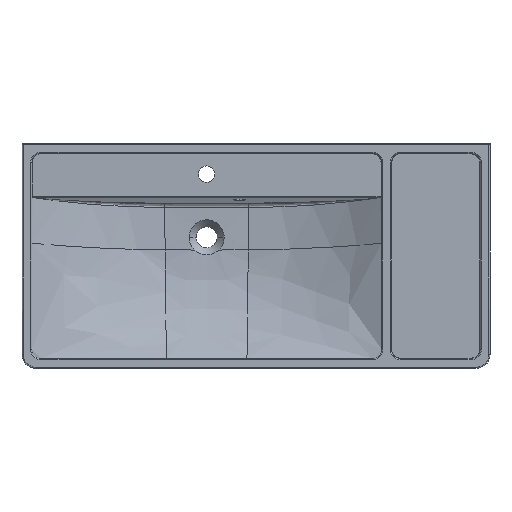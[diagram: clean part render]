
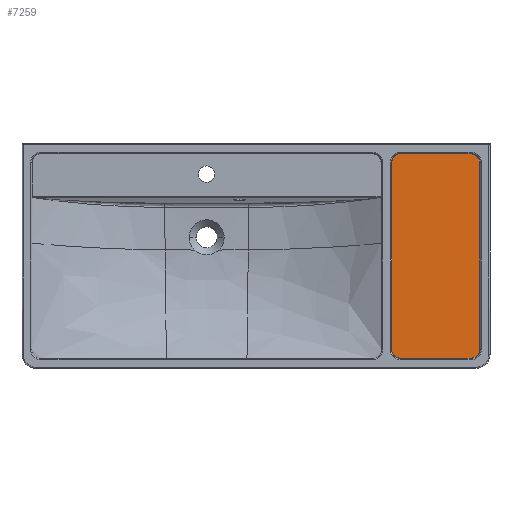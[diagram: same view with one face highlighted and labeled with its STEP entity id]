
A CAD part, top view. The second image highlights one B-rep face of the part: STEP entity #7259.
In plain terms, the highlighted planar face has unit normal (0, 0, 1).
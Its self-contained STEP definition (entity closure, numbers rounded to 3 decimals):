
#33 = CARTESIAN_POINT ( 'NONE',  ( 309.082, 218.393, -3.5 ) ) ;
#499 = CARTESIAN_POINT ( 'NONE',  ( 478.393, 210.747, -3.5 ) ) ;
#693 = CARTESIAN_POINT ( 'NONE',  ( 459.918, -218.393, -3.5 ) ) ;
#1415 = CARTESIAN_POINT ( 'NONE',  ( 290.607, -199.918, -3.5 ) ) ;
#2009 = EDGE_CURVE ( 'NONE', #19647, #13703, #3634, .T. ) ;
#2341 = CARTESIAN_POINT ( 'NONE',  ( 478.393, -210.747, -3.5 ) ) ;
#2597 = EDGE_CURVE ( 'NONE', #21742, #6004, #12070, .T. ) ;
#2734 = ORIENTED_EDGE ( 'NONE', *, *, #16058, .T. ) ;
#3037 = DIRECTION ( 'NONE',  ( 1., 0., 0. ) ) ;
#3559 = ORIENTED_EDGE ( 'NONE', *, *, #8533, .T. ) ;
#3634 =( BOUNDED_CURVE ( )  B_SPLINE_CURVE ( 3, ( #18935, #8591, #6690, #6982 ),
 .UNSPECIFIED., .F., .F. ) 
 B_SPLINE_CURVE_WITH_KNOTS ( ( 4, 4 ),
 ( 2.358, 3.926 ),
 .UNSPECIFIED. ) 
 CURVE ( )  GEOMETRIC_REPRESENTATION_ITEM ( )  RATIONAL_B_SPLINE_CURVE ( ( 1., 0.805, 0.805, 1. ) ) 
 REPRESENTATION_ITEM ( '' )  );
#3808 = CARTESIAN_POINT ( 'NONE',  ( 478.393, 199.918, -3.5 ) ) ;
#3897 =( BOUNDED_CURVE ( )  B_SPLINE_CURVE ( 3, ( #693, #5884, #2341, #7401 ),
 .UNSPECIFIED., .F., .T. ) 
 B_SPLINE_CURVE_WITH_KNOTS ( ( 4, 4 ),
 ( 2.358, 3.926 ),
 .UNSPECIFIED. ) 
 CURVE ( )  GEOMETRIC_REPRESENTATION_ITEM ( )  RATIONAL_B_SPLINE_CURVE ( ( 1., 0.805, 0.805, 1. ) ) 
 REPRESENTATION_ITEM ( '' )  );
#3921 = LINE ( 'NONE', #16124, #6889 ) ;
#3940 = CARTESIAN_POINT ( 'NONE',  ( 478.393, -199.918, -3.5 ) ) ;
#3967 = LINE ( 'NONE', #20425, #12061 ) ;
#4005 = CARTESIAN_POINT ( 'NONE',  ( 478.393, 199.918, -3.5 ) ) ;
#4480 = EDGE_CURVE ( 'NONE', #6004, #9026, #7523, .T. ) ;
#4531 = EDGE_CURVE ( 'NONE', #21423, #19647, #15624, .T. ) ;
#5016 = ORIENTED_EDGE ( 'NONE', *, *, #4531, .T. ) ;
#5884 = CARTESIAN_POINT ( 'NONE',  ( 470.747, -218.393, -3.5 ) ) ;
#6004 = VERTEX_POINT ( 'NONE', #6039 ) ;
#6010 = ORIENTED_EDGE ( 'NONE', *, *, #2597, .T. ) ;
#6039 = CARTESIAN_POINT ( 'NONE',  ( 459.918, 218.393, -3.5 ) ) ;
#6432 = VECTOR ( 'NONE', #12174, 1000. ) ;
#6585 = CARTESIAN_POINT ( 'NONE',  ( 290.607, 199.918, -3.5 ) ) ;
#6690 = CARTESIAN_POINT ( 'NONE',  ( 298.253, -218.393, -3.5 ) ) ;
#6889 = VECTOR ( 'NONE', #12952, 1000. ) ;
#6982 = CARTESIAN_POINT ( 'NONE',  ( 309.082, -218.393, -3.5 ) ) ;
#7259 = ADVANCED_FACE ( 'NONE', ( #9647 ), #16938, .T. ) ;
#7272 = EDGE_CURVE ( 'NONE', #9026, #21423, #16384, .T. ) ;
#7276 = CARTESIAN_POINT ( 'NONE',  ( 459.918, 218.393, -3.5 ) ) ;
#7401 = CARTESIAN_POINT ( 'NONE',  ( 478.393, -199.918, -3.5 ) ) ;
#7523 = LINE ( 'NONE', #19741, #20232 ) ;
#8333 = DIRECTION ( 'NONE',  ( 0., 0., 1. ) ) ;
#8533 = EDGE_CURVE ( 'NONE', #13703, #10533, #3967, .T. ) ;
#8591 = CARTESIAN_POINT ( 'NONE',  ( 290.607, -210.747, -3.5 ) ) ;
#9026 = VERTEX_POINT ( 'NONE', #33 ) ;
#9064 = ORIENTED_EDGE ( 'NONE', *, *, #2009, .T. ) ;
#9647 = FACE_OUTER_BOUND ( 'NONE', #15815, .T. ) ;
#9980 = ORIENTED_EDGE ( 'NONE', *, *, #7272, .T. ) ;
#10533 = VERTEX_POINT ( 'NONE', #18547 ) ;
#11100 = DIRECTION ( 'NONE',  ( -1., 0., 0. ) ) ;
#11388 = VERTEX_POINT ( 'NONE', #3940 ) ;
#11764 = ORIENTED_EDGE ( 'NONE', *, *, #21863, .T. ) ;
#12061 = VECTOR ( 'NONE', #3037, 1000. ) ;
#12070 =( BOUNDED_CURVE ( )  B_SPLINE_CURVE ( 3, ( #3808, #499, #21042, #7276 ),
 .UNSPECIFIED., .F., .F. ) 
 B_SPLINE_CURVE_WITH_KNOTS ( ( 4, 4 ),
 ( 2.358, 3.926 ),
 .UNSPECIFIED. ) 
 CURVE ( )  GEOMETRIC_REPRESENTATION_ITEM ( )  RATIONAL_B_SPLINE_CURVE ( ( 1., 0.805, 0.805, 1. ) ) 
 REPRESENTATION_ITEM ( '' )  );
#12174 = DIRECTION ( 'NONE',  ( 0., -1., 0. ) ) ;
#12267 = AXIS2_PLACEMENT_3D ( 'NONE', #20349, #8333, #20429 ) ;
#12952 = DIRECTION ( 'NONE',  ( 0., 1., 0. ) ) ;
#13703 = VERTEX_POINT ( 'NONE', #15783 ) ;
#15423 = CARTESIAN_POINT ( 'NONE',  ( 290.607, 210.747, -3.5 ) ) ;
#15500 = CARTESIAN_POINT ( 'NONE',  ( 290.607, 199.918, -3.5 ) ) ;
#15624 = LINE ( 'NONE', #19212, #6432 ) ;
#15783 = CARTESIAN_POINT ( 'NONE',  ( 309.082, -218.393, -3.5 ) ) ;
#15815 = EDGE_LOOP ( 'NONE', ( #2734, #6010, #16291, #9980, #5016, #9064, #3559, #11764 ) ) ;
#16058 = EDGE_CURVE ( 'NONE', #11388, #21742, #3921, .T. ) ;
#16124 = CARTESIAN_POINT ( 'NONE',  ( 478.393, 0., -3.5 ) ) ;
#16291 = ORIENTED_EDGE ( 'NONE', *, *, #4480, .T. ) ;
#16384 =( BOUNDED_CURVE ( )  B_SPLINE_CURVE ( 3, ( #22083, #22005, #15423, #6585 ),
 .UNSPECIFIED., .F., .F. ) 
 B_SPLINE_CURVE_WITH_KNOTS ( ( 4, 4 ),
 ( 2.358, 3.926 ),
 .UNSPECIFIED. ) 
 CURVE ( )  GEOMETRIC_REPRESENTATION_ITEM ( )  RATIONAL_B_SPLINE_CURVE ( ( 1., 0.805, 0.805, 1. ) ) 
 REPRESENTATION_ITEM ( '' )  );
#16938 = PLANE ( 'NONE',  #12267 ) ;
#18547 = CARTESIAN_POINT ( 'NONE',  ( 459.918, -218.393, -3.5 ) ) ;
#18935 = CARTESIAN_POINT ( 'NONE',  ( 290.607, -199.918, -3.5 ) ) ;
#19212 = CARTESIAN_POINT ( 'NONE',  ( 290.607, 0., -3.5 ) ) ;
#19647 = VERTEX_POINT ( 'NONE', #1415 ) ;
#19741 = CARTESIAN_POINT ( 'NONE',  ( 0., 218.393, -3.5 ) ) ;
#20232 = VECTOR ( 'NONE', #11100, 1000. ) ;
#20349 = CARTESIAN_POINT ( 'NONE',  ( 0., 0., -3.5 ) ) ;
#20425 = CARTESIAN_POINT ( 'NONE',  ( 0., -218.393, -3.5 ) ) ;
#20429 = DIRECTION ( 'NONE',  ( 1., 0., 0. ) ) ;
#21042 = CARTESIAN_POINT ( 'NONE',  ( 470.747, 218.393, -3.5 ) ) ;
#21423 = VERTEX_POINT ( 'NONE', #15500 ) ;
#21742 = VERTEX_POINT ( 'NONE', #4005 ) ;
#21863 = EDGE_CURVE ( 'NONE', #10533, #11388, #3897, .T. ) ;
#22005 = CARTESIAN_POINT ( 'NONE',  ( 298.253, 218.393, -3.5 ) ) ;
#22083 = CARTESIAN_POINT ( 'NONE',  ( 309.082, 218.393, -3.5 ) ) ;
